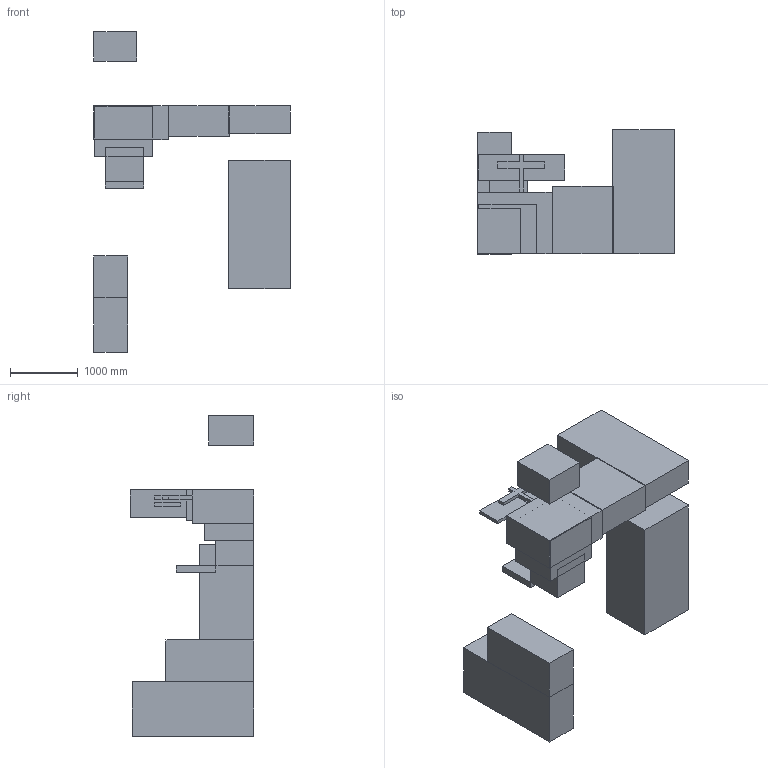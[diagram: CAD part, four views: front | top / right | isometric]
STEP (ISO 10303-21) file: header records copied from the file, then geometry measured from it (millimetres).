
FILE_DESCRIPTION(/* description */ (''),/* implementation_level */ '2;1');
FILE_NAME(/* name */ 'oldroom.stp',/* time_stamp */ '2021-10-12T21:23:40+01:00',/* author */ (''),/* organization */ (''),/* preprocessor_version */ 'ST-DEVELOPER v18.1',/* originating_system */ 'Autodesk Translation Framework v10.10.0.1391',/* authorisation */ '');
FILE_SCHEMA (('AUTOMOTIVE_DESIGN { 1 0 10303 214 3 1 1 }'));
Length unit declared in the file: metre
Products named in the file (11): oldroom; junk boxes; bed; computer table; chair; small chest of draws; wooden shelving; chest of draws; hollow stand; shelving; lcd (1)
Assembly tree (10 placements, depth 2):
  oldroom
    junk boxes
    bed
    computer table
    chair
    small chest of draws
    wooden shelving
    chest of draws
    hollow stand
    shelving
    lcd (1)
Bounding box: 2910 x 1830 x 4751 mm (x, y, z)
Volume: 4970146858.6 mm3; surface area: 39866036.3 mm2
Topology: 13 solids, 13 shells, 86 faces, 180 edges, 120 vertices
Faces by surface type: plane 86
Entity records: 2610 total; most frequent: CARTESIAN_POINT 407, DIRECTION 394, ORIENTED_EDGE 360, LINE 180, VECTOR 180, EDGE_CURVE 180, VERTEX_POINT 120, AXIS2_PLACEMENT_3D 107
